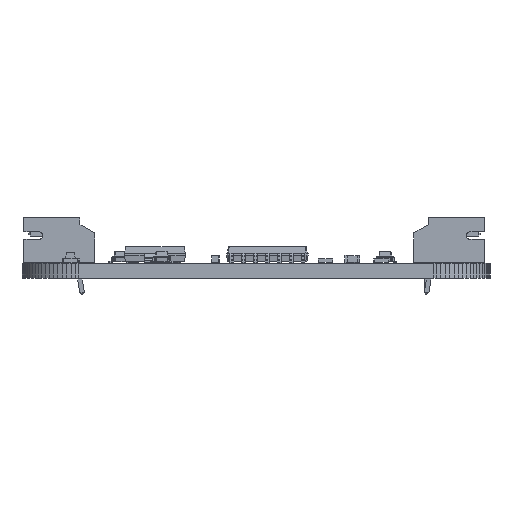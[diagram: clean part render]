
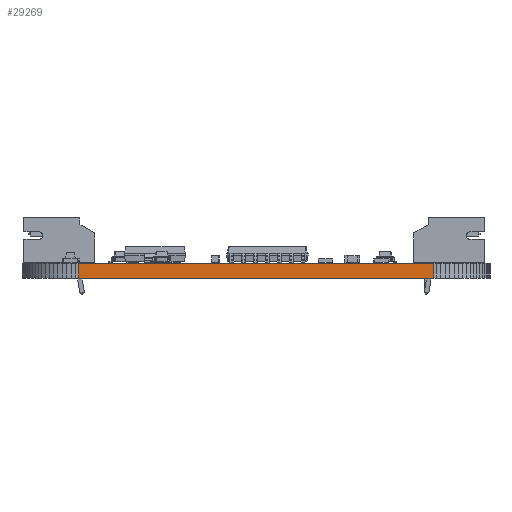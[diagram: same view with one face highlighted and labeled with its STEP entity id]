
A CAD part, left-side view. The second image highlights one B-rep face of the part: STEP entity #29269.
In plain terms, the highlighted planar face has unit normal (-1, 0, 0).
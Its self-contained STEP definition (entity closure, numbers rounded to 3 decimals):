
#26722 = VERTEX_POINT('',#26723);
#26723 = CARTESIAN_POINT('',(-40.,-19.,0.));
#26729 = EDGE_CURVE('',#26722,#26730,#26732,.T.);
#26730 = VERTEX_POINT('',#26731);
#26731 = CARTESIAN_POINT('',(-40.,19.,0.));
#26732 = LINE('',#26733,#26734);
#26733 = CARTESIAN_POINT('',(-40.,-19.,0.));
#26734 = VECTOR('',#26735,1.);
#26735 = DIRECTION('',(0.,1.,0.));
#27874 = VERTEX_POINT('',#27875);
#27875 = CARTESIAN_POINT('',(-40.,-19.,1.6));
#27881 = EDGE_CURVE('',#27874,#27882,#27884,.T.);
#27882 = VERTEX_POINT('',#27883);
#27883 = CARTESIAN_POINT('',(-40.,19.,1.6));
#27884 = LINE('',#27885,#27886);
#27885 = CARTESIAN_POINT('',(-40.,-19.,1.6));
#27886 = VECTOR('',#27887,1.);
#27887 = DIRECTION('',(0.,1.,0.));
#29239 = EDGE_CURVE('',#26730,#27882,#29240,.T.);
#29240 = LINE('',#29241,#29242);
#29241 = CARTESIAN_POINT('',(-40.,19.,0.));
#29242 = VECTOR('',#29243,1.);
#29243 = DIRECTION('',(0.,0.,1.));
#29269 = ADVANCED_FACE('',(#29270),#29281,.T.);
#29270 = FACE_BOUND('',#29271,.T.);
#29271 = EDGE_LOOP('',(#29272,#29278,#29279,#29280));
#29272 = ORIENTED_EDGE('',*,*,#29273,.T.);
#29273 = EDGE_CURVE('',#26722,#27874,#29274,.T.);
#29274 = LINE('',#29275,#29276);
#29275 = CARTESIAN_POINT('',(-40.,-19.,0.));
#29276 = VECTOR('',#29277,1.);
#29277 = DIRECTION('',(0.,0.,1.));
#29278 = ORIENTED_EDGE('',*,*,#27881,.T.);
#29279 = ORIENTED_EDGE('',*,*,#29239,.F.);
#29280 = ORIENTED_EDGE('',*,*,#26729,.F.);
#29281 = PLANE('',#29282);
#29282 = AXIS2_PLACEMENT_3D('',#29283,#29284,#29285);
#29283 = CARTESIAN_POINT('',(-40.,-19.,0.));
#29284 = DIRECTION('',(-1.,0.,0.));
#29285 = DIRECTION('',(0.,1.,0.));
